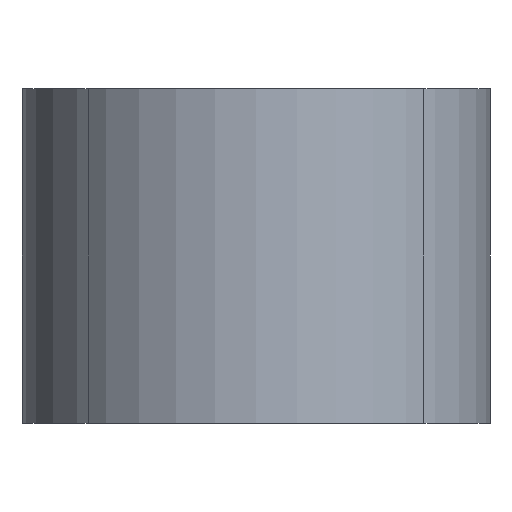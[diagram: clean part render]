
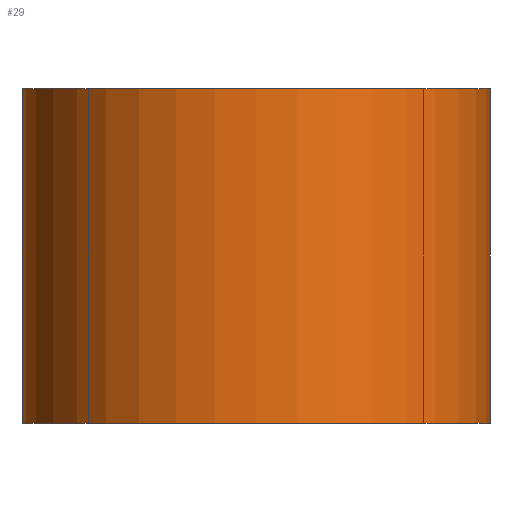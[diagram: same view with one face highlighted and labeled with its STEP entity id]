
A CAD part, front view. The second image highlights one B-rep face of the part: STEP entity #29.
In plain terms, the highlighted cylindrical face has radius 3.5 mm (diameter 7 mm), a partial arc.
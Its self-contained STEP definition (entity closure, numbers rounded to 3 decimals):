
#8 = DIRECTION ( 'NONE',  ( 0., 0., 1. ) ) ;
#29 = ADVANCED_FACE ( 'NONE', ( #60 ), #32, .T. ) ;
#30 = ORIENTED_EDGE ( 'NONE', *, *, #239, .F. ) ;
#32 = CYLINDRICAL_SURFACE ( 'NONE', #171, 3.5 ) ;
#39 = VECTOR ( 'NONE', #144, 1000. ) ;
#44 = DIRECTION ( 'NONE',  ( 0., 0., -1. ) ) ;
#60 = FACE_OUTER_BOUND ( 'NONE', #359, .T. ) ;
#64 = VECTOR ( 'NONE', #44, 1000. ) ;
#97 = VERTEX_POINT ( 'NONE', #251 ) ;
#104 = EDGE_CURVE ( 'NONE', #153, #150, #194, .T. ) ;
#116 = AXIS2_PLACEMENT_3D ( 'NONE', #198, #160, #367 ) ;
#129 = DIRECTION ( 'NONE',  ( 1., 0., 0. ) ) ;
#132 = CIRCLE ( 'NONE', #350, 3.5 ) ;
#140 = EDGE_CURVE ( 'NONE', #97, #150, #277, .T. ) ;
#144 = DIRECTION ( 'NONE',  ( 0., 0., -1. ) ) ;
#150 = VERTEX_POINT ( 'NONE', #370 ) ;
#153 = VERTEX_POINT ( 'NONE', #365 ) ;
#155 = DIRECTION ( 'NONE',  ( -1., 0., 0. ) ) ;
#160 = DIRECTION ( 'NONE',  ( 0., 0., 1. ) ) ;
#171 = AXIS2_PLACEMENT_3D ( 'NONE', #246, #182, #155 ) ;
#182 = DIRECTION ( 'NONE',  ( 0., 0., -1. ) ) ;
#194 = LINE ( 'NONE', #228, #64 ) ;
#198 = CARTESIAN_POINT ( 'NONE',  ( 0., -1244., -2.5 ) ) ;
#208 = LINE ( 'NONE', #316, #39 ) ;
#216 = ORIENTED_EDGE ( 'NONE', *, *, #140, .T. ) ;
#228 = CARTESIAN_POINT ( 'NONE',  ( 3.5, -1244., 2.5 ) ) ;
#239 = EDGE_CURVE ( 'NONE', #265, #153, #132, .T. ) ;
#246 = CARTESIAN_POINT ( 'NONE',  ( 0., -1244., 2.5 ) ) ;
#251 = CARTESIAN_POINT ( 'NONE',  ( -3.5, -1244., -2.5 ) ) ;
#257 = CARTESIAN_POINT ( 'NONE',  ( -3.5, -1244., 2.5 ) ) ;
#265 = VERTEX_POINT ( 'NONE', #257 ) ;
#274 = CARTESIAN_POINT ( 'NONE',  ( 0., -1244., 2.5 ) ) ;
#277 = CIRCLE ( 'NONE', #116, 3.5 ) ;
#298 = ORIENTED_EDGE ( 'NONE', *, *, #104, .F. ) ;
#316 = CARTESIAN_POINT ( 'NONE',  ( -3.5, -1244., 2.5 ) ) ;
#321 = EDGE_CURVE ( 'NONE', #265, #97, #208, .T. ) ;
#350 = AXIS2_PLACEMENT_3D ( 'NONE', #274, #8, #129 ) ;
#359 = EDGE_LOOP ( 'NONE', ( #216, #298, #30, #380 ) ) ;
#365 = CARTESIAN_POINT ( 'NONE',  ( 3.5, -1244., 2.5 ) ) ;
#367 = DIRECTION ( 'NONE',  ( 1., 0., 0. ) ) ;
#370 = CARTESIAN_POINT ( 'NONE',  ( 3.5, -1244., -2.5 ) ) ;
#380 = ORIENTED_EDGE ( 'NONE', *, *, #321, .T. ) ;
